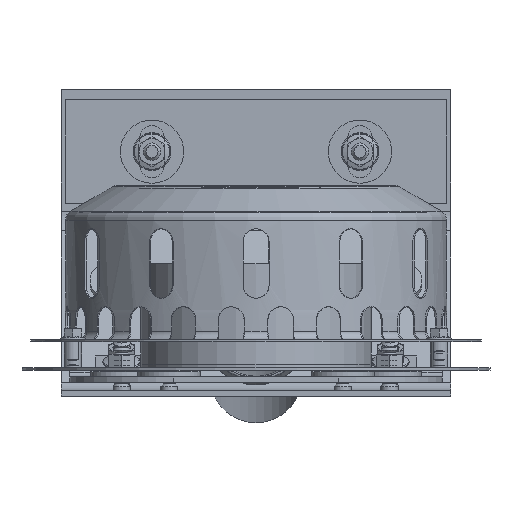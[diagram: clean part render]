
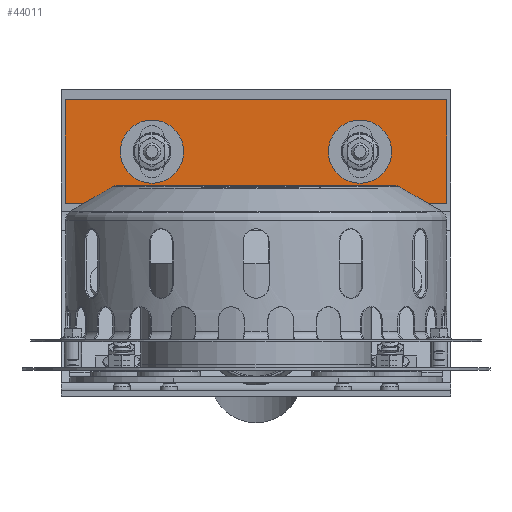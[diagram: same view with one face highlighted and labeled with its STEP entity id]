
A CAD part, left-side view. The second image highlights one B-rep face of the part: STEP entity #44011.
In plain terms, the highlighted planar face has unit normal (-1, 0, 0).
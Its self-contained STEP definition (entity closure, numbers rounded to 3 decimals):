
#1166=FACE_BOUND('',#6971,.T.);
#1167=FACE_BOUND('',#6972,.T.);
#2197=CIRCLE('',#46552,7.);
#2199=CIRCLE('',#46556,7.);
#2201=CIRCLE('',#46560,7.);
#2203=CIRCLE('',#46564,7.);
#2777=PLANE('',#46570);
#4680=FACE_OUTER_BOUND('',#6970,.T.);
#6970=EDGE_LOOP('',(#31931,#31932,#31933,#31934));
#6971=EDGE_LOOP('',(#31935,#31936,#31937,#31938));
#6972=EDGE_LOOP('',(#31939,#31940,#31941,#31942));
#10073=LINE('',#61508,#15226);
#10077=LINE('',#61520,#15230);
#10081=LINE('',#61532,#15234);
#10085=LINE('',#61544,#15238);
#10089=LINE('',#61556,#15242);
#10093=LINE('',#61563,#15246);
#10096=LINE('',#61569,#15249);
#10098=LINE('',#61572,#15251);
#15226=VECTOR('',#50348,1.);
#15230=VECTOR('',#50360,1.);
#15234=VECTOR('',#50372,1.);
#15238=VECTOR('',#50384,1.);
#15242=VECTOR('',#50396,1.);
#15246=VECTOR('',#50402,1.);
#15249=VECTOR('',#50407,1.);
#15251=VECTOR('',#50411,1.);
#20411=VERTEX_POINT('',#61505);
#20412=VERTEX_POINT('',#61507);
#20414=VERTEX_POINT('',#61513);
#20416=VERTEX_POINT('',#61519);
#20419=VERTEX_POINT('',#61529);
#20420=VERTEX_POINT('',#61531);
#20422=VERTEX_POINT('',#61537);
#20424=VERTEX_POINT('',#61543);
#20427=VERTEX_POINT('',#61553);
#20428=VERTEX_POINT('',#61555);
#20430=VERTEX_POINT('',#61561);
#20432=VERTEX_POINT('',#61567);
#24882=EDGE_CURVE('',#20412,#20411,#10073,.T.);
#24885=EDGE_CURVE('',#20414,#20412,#2197,.T.);
#24888=EDGE_CURVE('',#20416,#20414,#10077,.T.);
#24891=EDGE_CURVE('',#20411,#20416,#2199,.T.);
#24894=EDGE_CURVE('',#20420,#20419,#10081,.T.);
#24897=EDGE_CURVE('',#20422,#20420,#2201,.T.);
#24900=EDGE_CURVE('',#20424,#20422,#10085,.T.);
#24903=EDGE_CURVE('',#20419,#20424,#2203,.T.);
#24906=EDGE_CURVE('',#20427,#20428,#10089,.T.);
#24910=EDGE_CURVE('',#20430,#20427,#10093,.T.);
#24913=EDGE_CURVE('',#20432,#20430,#10096,.T.);
#24915=EDGE_CURVE('',#20428,#20432,#10098,.T.);
#31931=ORIENTED_EDGE('',*,*,#24915,.F.);
#31932=ORIENTED_EDGE('',*,*,#24906,.F.);
#31933=ORIENTED_EDGE('',*,*,#24910,.F.);
#31934=ORIENTED_EDGE('',*,*,#24913,.F.);
#31935=ORIENTED_EDGE('',*,*,#24882,.T.);
#31936=ORIENTED_EDGE('',*,*,#24891,.T.);
#31937=ORIENTED_EDGE('',*,*,#24888,.T.);
#31938=ORIENTED_EDGE('',*,*,#24885,.T.);
#31939=ORIENTED_EDGE('',*,*,#24894,.T.);
#31940=ORIENTED_EDGE('',*,*,#24903,.T.);
#31941=ORIENTED_EDGE('',*,*,#24900,.T.);
#31942=ORIENTED_EDGE('',*,*,#24897,.T.);
#44011=ADVANCED_FACE('',(#4680,#1166,#1167),#2777,.F.);
#46552=AXIS2_PLACEMENT_3D('',#61514,#50354,#50355);
#46556=AXIS2_PLACEMENT_3D('',#61524,#50366,#50367);
#46560=AXIS2_PLACEMENT_3D('',#61538,#50378,#50379);
#46564=AXIS2_PLACEMENT_3D('',#61548,#50390,#50391);
#46570=AXIS2_PLACEMENT_3D('',#61574,#50414,#50415);
#50348=DIRECTION('',(0.,0.,1.));
#50354=DIRECTION('center_axis',(1.,0.,0.));
#50355=DIRECTION('ref_axis',(0.,0.,
-1.));
#50360=DIRECTION('',(0.,0.,-1.));
#50366=DIRECTION('center_axis',(1.,0.,0.));
#50367=DIRECTION('ref_axis',(0.,0.,
1.));
#50372=DIRECTION('',(0.,0.,-1.));
#50378=DIRECTION('center_axis',(1.,0.,0.));
#50379=DIRECTION('ref_axis',(0.,0.,
1.));
#50384=DIRECTION('',(0.,0.,1.));
#50390=DIRECTION('center_axis',(1.,0.,0.));
#50391=DIRECTION('ref_axis',(0.,0.,
-1.));
#50396=DIRECTION('',(0.,1.,0.));
#50402=DIRECTION('',(0.,0.,-1.));
#50407=DIRECTION('',(0.,-1.,0.));
#50411=DIRECTION('',(0.,0.,1.));
#50414=DIRECTION('center_axis',(1.,0.,0.));
#50415=DIRECTION('ref_axis',(0.,1.,0.));
#61505=CARTESIAN_POINT('',(2016.706,561.366,246.539));
#61507=CARTESIAN_POINT('',(2016.706,561.366,230.539));
#61508=CARTESIAN_POINT('',(2016.706,561.366,242.539));
#61513=CARTESIAN_POINT('',(2016.706,547.366,230.539));
#61514=CARTESIAN_POINT('Origin',(2016.706,554.366,230.539));
#61519=CARTESIAN_POINT('',(2016.706,547.366,246.539));
#61520=CARTESIAN_POINT('',(2016.706,547.366,234.539));
#61524=CARTESIAN_POINT('Origin',(2016.706,554.366,246.539));
#61529=CARTESIAN_POINT('',(2016.706,427.366,230.539));
#61531=CARTESIAN_POINT('',(2016.706,427.366,246.539));
#61532=CARTESIAN_POINT('',(2016.706,427.366,234.539));
#61537=CARTESIAN_POINT('',(2016.706,441.366,246.539));
#61538=CARTESIAN_POINT('Origin',(2016.706,434.366,246.539));
#61543=CARTESIAN_POINT('',(2016.706,441.366,230.539));
#61544=CARTESIAN_POINT('',(2016.706,441.366,242.539));
#61548=CARTESIAN_POINT('Origin',(2016.706,434.366,230.539));
#61553=CARTESIAN_POINT('',(2016.706,384.366,208.539));
#61555=CARTESIAN_POINT('',(2016.706,604.366,208.539));
#61556=CARTESIAN_POINT('',(2016.706,384.366,208.539));
#61561=CARTESIAN_POINT('',(2016.706,384.366,268.539));
#61563=CARTESIAN_POINT('',(2016.706,384.366,268.539));
#61567=CARTESIAN_POINT('',(2016.706,604.366,268.539));
#61569=CARTESIAN_POINT('',(2016.706,604.366,268.539));
#61572=CARTESIAN_POINT('',(2016.706,604.366,208.539));
#61574=CARTESIAN_POINT('Origin',(2016.706,494.366,238.539));
